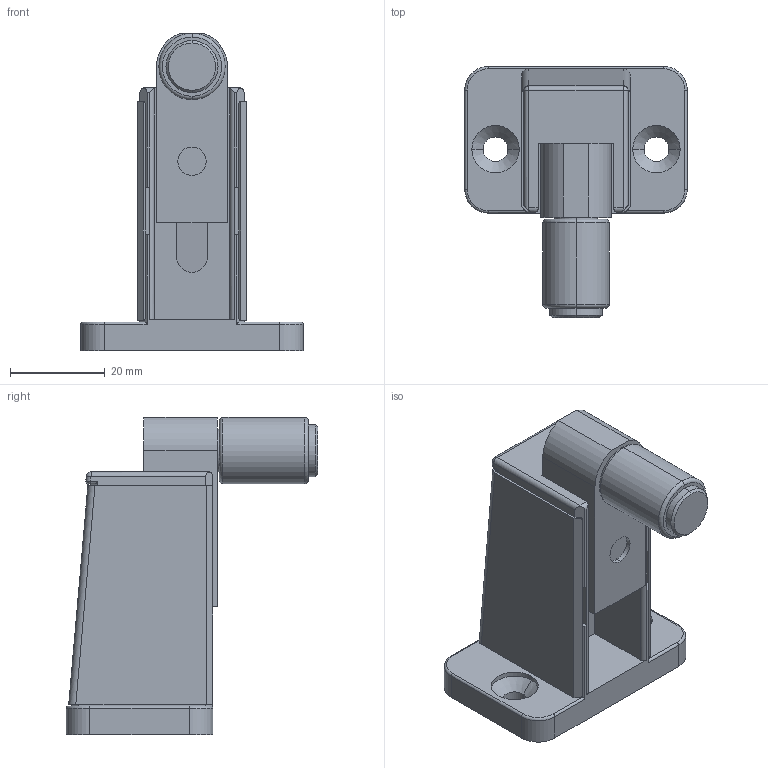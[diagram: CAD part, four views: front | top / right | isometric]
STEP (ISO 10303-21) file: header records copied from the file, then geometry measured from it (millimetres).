
FILE_DESCRIPTION (( 'STEP AP203' ), '1' );
FILE_NAME ('FA-682-S.STEP', '2010-04-26T02:39:45', ( ' ' ), ( ' ' ), 'SwSTEP 2.0', 'SolidWorks 2007', '' );
FILE_SCHEMA (( 'CONFIG_CONTROL_DESIGN' ));
Length unit declared in the file: millimetre
Products named in the file (6): FA-682-S僇僶乕__棉太倌; FA-682-S; FA-682-S儀乕僗__棉太倌; FA-682-S傾乕儉__棉太倌; FA-682-S儘乕儔乕__棉太倌; FA-682-S儃儖僩__棉太倌
Assembly tree (5 placements, depth 2):
  FA-682-S
    FA-682-S僇僶乕__棉太倌
    FA-682-S儘乕儔乕__棉太倌
    FA-682-S儃儖僩__棉太倌
    FA-682-S傾乕儉__棉太倌
    FA-682-S儀乕僗__棉太倌
Bounding box: 47 x 53.18 x 67 mm (x, y, z)
Volume: 34811.1 mm3; surface area: 24208.9 mm2
Topology: 5 solids, 5 shells, 152 faces, 372 edges, 234 vertices
Faces by surface type: plane 76, cylinder 58, torus 8, cone 6, sphere 2, bspline 2
Entity records: 5130 total; most frequent: CARTESIAN_POINT 908, DIRECTION 768, ORIENTED_EDGE 744, EDGE_CURVE 372, AXIS2_PLACEMENT_3D 266, LINE 236, VECTOR 236, VERTEX_POINT 234
